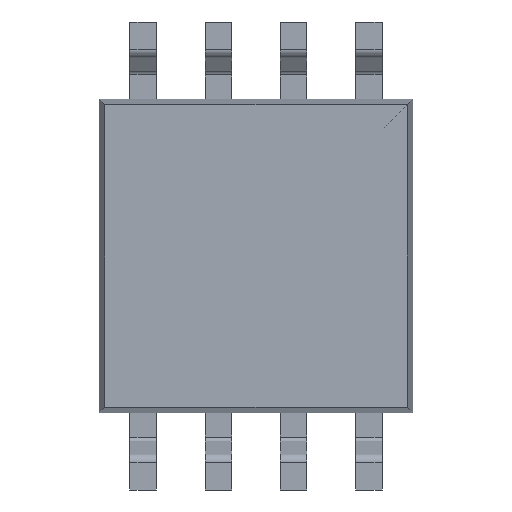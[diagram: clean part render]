
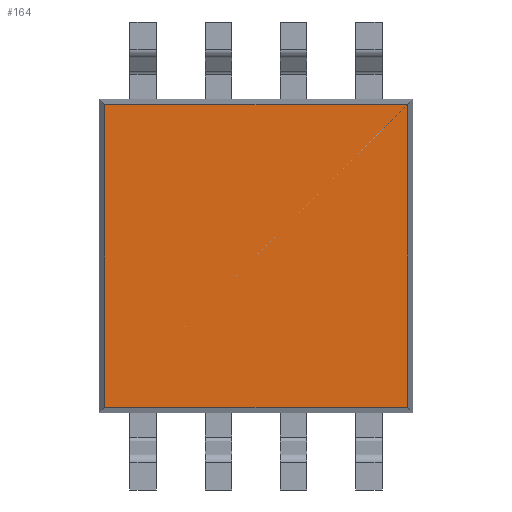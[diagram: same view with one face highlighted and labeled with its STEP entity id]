
A CAD part, front view. The second image highlights one B-rep face of the part: STEP entity #164.
In plain terms, the highlighted face is planar.
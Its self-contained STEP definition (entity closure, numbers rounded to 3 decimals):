
#27 = CARTESIAN_POINT ( 'NONE',  ( 2.55, -2.55, 0.15 ) ) ;
#68 = ORIENTED_EDGE ( 'NONE', *, *, #1370, .T. ) ;
#129 = CARTESIAN_POINT ( 'NONE',  ( -2.55, 2.55, 0.15 ) ) ;
#160 = ORIENTED_EDGE ( 'NONE', *, *, #1699, .T. ) ;
#164 = ADVANCED_FACE ( 'NONE', ( #1423 ), #1638, .T. ) ;
#238 = VECTOR ( 'NONE', #786, 1000. ) ;
#332 = AXIS2_PLACEMENT_3D ( 'NONE', #2334, #1253, #710 ) ;
#351 = DIRECTION ( 'NONE',  ( -1., 0., 0. ) ) ;
#418 = VERTEX_POINT ( 'NONE', #1514 ) ;
#432 = LINE ( 'NONE', #499, #689 ) ;
#499 = CARTESIAN_POINT ( 'NONE',  ( 2.55, 0., 0.15 ) ) ;
#590 = CARTESIAN_POINT ( 'NONE',  ( 0., 2.55, 0.15 ) ) ;
#659 = VERTEX_POINT ( 'NONE', #129 ) ;
#689 = VECTOR ( 'NONE', #1223, 1000. ) ;
#701 = EDGE_LOOP ( 'NONE', ( #1952, #160, #68, #1251 ) ) ;
#710 = DIRECTION ( 'NONE',  ( -1., 0., 0. ) ) ;
#713 = LINE ( 'NONE', #590, #238 ) ;
#774 = LINE ( 'NONE', #1416, #2248 ) ;
#786 = DIRECTION ( 'NONE',  ( 1., 0., 0. ) ) ;
#987 = CARTESIAN_POINT ( 'NONE',  ( -2.55, -2.55, 0.15 ) ) ;
#1031 = VERTEX_POINT ( 'NONE', #27 ) ;
#1223 = DIRECTION ( 'NONE',  ( 0., -1., 0. ) ) ;
#1251 = ORIENTED_EDGE ( 'NONE', *, *, #1934, .T. ) ;
#1253 = DIRECTION ( 'NONE',  ( 0., 0., -1. ) ) ;
#1370 = EDGE_CURVE ( 'NONE', #418, #1031, #432, .T. ) ;
#1416 = CARTESIAN_POINT ( 'NONE',  ( -2.55, 0., 0.15 ) ) ;
#1423 = FACE_OUTER_BOUND ( 'NONE', #701, .T. ) ;
#1430 = EDGE_CURVE ( 'NONE', #2244, #659, #774, .T. ) ;
#1514 = CARTESIAN_POINT ( 'NONE',  ( 2.55, 2.55, 0.15 ) ) ;
#1524 = VECTOR ( 'NONE', #351, 1000. ) ;
#1604 = DIRECTION ( 'NONE',  ( 0., 1., 0. ) ) ;
#1638 = PLANE ( 'NONE',  #332 ) ;
#1699 = EDGE_CURVE ( 'NONE', #659, #418, #713, .T. ) ;
#1796 = CARTESIAN_POINT ( 'NONE',  ( 0., -2.55, 0.15 ) ) ;
#1851 = LINE ( 'NONE', #1796, #1524 ) ;
#1934 = EDGE_CURVE ( 'NONE', #1031, #2244, #1851, .T. ) ;
#1952 = ORIENTED_EDGE ( 'NONE', *, *, #1430, .T. ) ;
#2244 = VERTEX_POINT ( 'NONE', #987 ) ;
#2248 = VECTOR ( 'NONE', #1604, 1000. ) ;
#2334 = CARTESIAN_POINT ( 'NONE',  ( 0., 0., 0.15 ) ) ;
